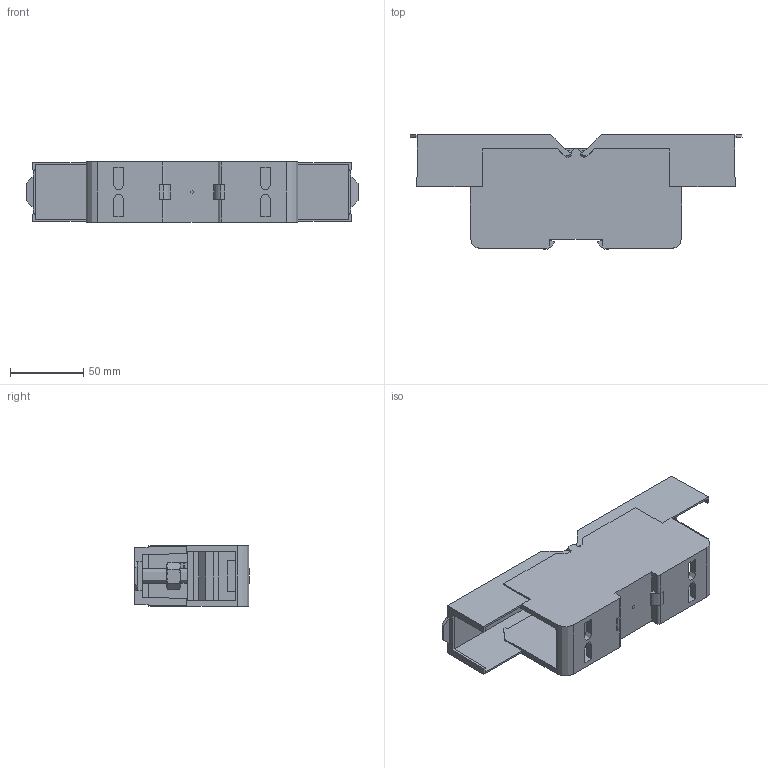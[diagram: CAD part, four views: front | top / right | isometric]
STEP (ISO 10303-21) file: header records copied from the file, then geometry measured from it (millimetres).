
FILE_DESCRIPTION (( 'STEP AP214' ), '1' );
FILE_NAME ('313099_PAK 95-150 KK.STEP', '2023-11-22T05:51:55', ( '' ), ( '' ), 'SwSTEP 2.0', 'SolidWorks 2023', '' );
FILE_SCHEMA (( 'AUTOMOTIVE_DESIGN' ));
Length unit declared in the file: millimetre
Products named in the file (1): 313099_PAK 95-150 KK
Bounding box: 225.92 x 77.85 x 41 mm (x, y, z)
Volume: 772.8 mm3
Topology: 2 solids, 7 shells, 399 faces, 1137 edges, 738 vertices
Faces by surface type: plane 288, cylinder 75, cone 28, bspline 8
Entity records: 13524 total; most frequent: CARTESIAN_POINT 3097, ORIENTED_EDGE 2278, DIRECTION 2015, EDGE_CURVE 1139, VECTOR 895, LINE 895, VERTEX_POINT 738, AXIS2_PLACEMENT_3D 560
